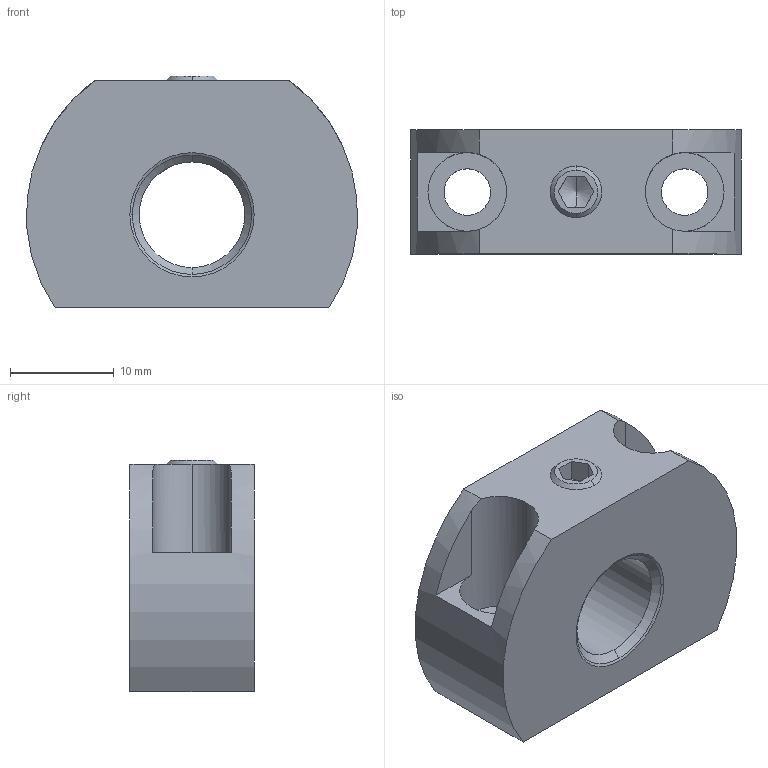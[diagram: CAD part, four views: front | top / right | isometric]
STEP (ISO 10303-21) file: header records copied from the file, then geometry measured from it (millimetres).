
FILE_DESCRIPTION(('STEP AP214'),'1');
FILE_NAME(' ',' ',('TraceParts'),('TraceParts S.A.'),'XStep 1.0',' ',' ');
FILE_SCHEMA(('automotive_design'));
Length unit declared in the file: millimetre
Products named in the file (1): 1
Bounding box: 31.89 x 12 x 22.4 mm (x, y, z)
Volume: 5187.4 mm3; surface area: 3279.5 mm2
Topology: 1 solids, 1 shells, 46 faces, 128 edges, 85 vertices
Faces by surface type: plane 20, cylinder 14, cone 12
Entity records: 3023 total; most frequent: CARTESIAN_POINT 368, DIRECTION 262, STYLED_ITEM 258, PRESENTATION_STYLE_ASSIGNMENT 258, COLOUR_RGB 258, ORIENTED_EDGE 252, EDGE_CURVE 126, CURVE_STYLE 126
